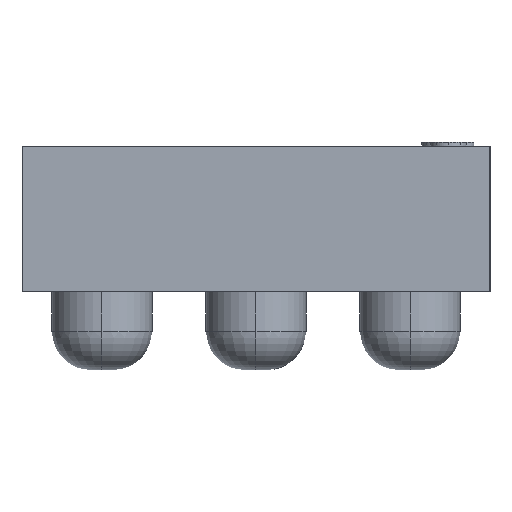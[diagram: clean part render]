
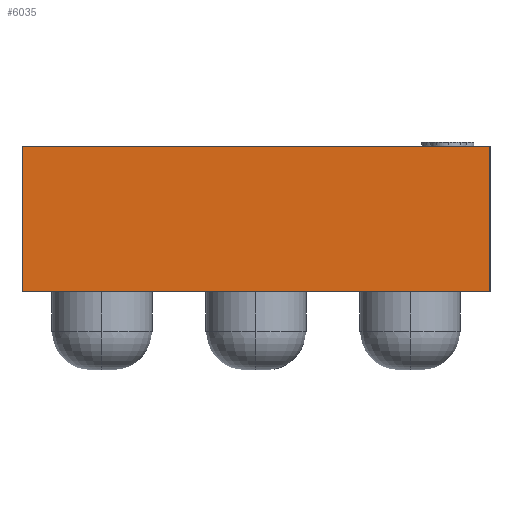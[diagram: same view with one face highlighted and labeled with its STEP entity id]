
A CAD part, left-side view. The second image highlights one B-rep face of the part: STEP entity #6035.
In plain terms, the highlighted planar face has unit normal (-1, 0, 0).
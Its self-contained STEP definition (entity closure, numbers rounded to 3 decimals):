
#366 = DIRECTION ( 'NONE',  ( 0., 1., 0. ) ) ;
#1089 = CARTESIAN_POINT ( 'NONE',  ( -0.63, -0.608, 0.378 ) ) ;
#1346 = VERTEX_POINT ( 'NONE', #12822 ) ;
#1453 = ORIENTED_EDGE ( 'NONE', *, *, #12359, .F. ) ;
#1670 = CARTESIAN_POINT ( 'NONE',  ( -0.63, 0.607, 0. ) ) ;
#1691 = EDGE_CURVE ( 'NONE', #11910, #13684, #4758, .T. ) ;
#3464 = CARTESIAN_POINT ( 'NONE',  ( -0.63, 0.607, 0.378 ) ) ;
#4233 = LINE ( 'NONE', #10126, #6687 ) ;
#4275 = CARTESIAN_POINT ( 'NONE',  ( -0.63, 0.607, 0.378 ) ) ;
#4758 = LINE ( 'NONE', #3464, #7833 ) ;
#4814 = LINE ( 'NONE', #1670, #12538 ) ;
#5079 = CARTESIAN_POINT ( 'NONE',  ( -0.63, 0.607, 0.378 ) ) ;
#5121 = CARTESIAN_POINT ( 'NONE',  ( -0.63, 0.607, 0.378 ) ) ;
#5461 = VECTOR ( 'NONE', #7709, 1000. ) ;
#6035 = ADVANCED_FACE ( 'NONE', ( #13049 ), #12002, .F. ) ;
#6687 = VECTOR ( 'NONE', #8969, 1000. ) ;
#7709 = DIRECTION ( 'NONE',  ( 0., -1., 0. ) ) ;
#7833 = VECTOR ( 'NONE', #9341, 1000. ) ;
#8522 = ORIENTED_EDGE ( 'NONE', *, *, #14437, .F. ) ;
#8969 = DIRECTION ( 'NONE',  ( 0., 0., -1. ) ) ;
#9022 = CARTESIAN_POINT ( 'NONE',  ( -0.63, 0.607, 0. ) ) ;
#9341 = DIRECTION ( 'NONE',  ( 0., 0., -1. ) ) ;
#9703 = EDGE_LOOP ( 'NONE', ( #14850, #8522, #1453, #13698 ) ) ;
#10126 = CARTESIAN_POINT ( 'NONE',  ( -0.63, -0.608, 0.378 ) ) ;
#10300 = VERTEX_POINT ( 'NONE', #1089 ) ;
#10750 = AXIS2_PLACEMENT_3D ( 'NONE', #5121, #13116, #366 ) ;
#11910 = VERTEX_POINT ( 'NONE', #5079 ) ;
#12002 = PLANE ( 'NONE',  #10750 ) ;
#12359 = EDGE_CURVE ( 'NONE', #11910, #10300, #13420, .T. ) ;
#12538 = VECTOR ( 'NONE', #14261, 1000. ) ;
#12822 = CARTESIAN_POINT ( 'NONE',  ( -0.63, -0.608, 0. ) ) ;
#13049 = FACE_OUTER_BOUND ( 'NONE', #9703, .T. ) ;
#13116 = DIRECTION ( 'NONE',  ( 1., 0., 0. ) ) ;
#13420 = LINE ( 'NONE', #4275, #5461 ) ;
#13684 = VERTEX_POINT ( 'NONE', #9022 ) ;
#13698 = ORIENTED_EDGE ( 'NONE', *, *, #1691, .T. ) ;
#13952 = EDGE_CURVE ( 'NONE', #13684, #1346, #4814, .T. ) ;
#14261 = DIRECTION ( 'NONE',  ( 0., -1., 0. ) ) ;
#14437 = EDGE_CURVE ( 'NONE', #10300, #1346, #4233, .T. ) ;
#14850 = ORIENTED_EDGE ( 'NONE', *, *, #13952, .T. ) ;
